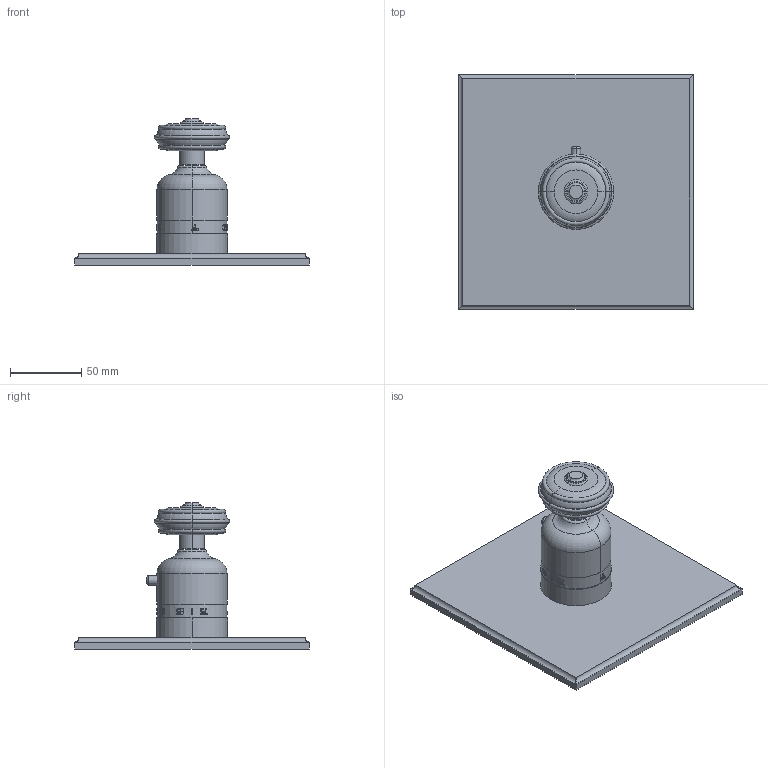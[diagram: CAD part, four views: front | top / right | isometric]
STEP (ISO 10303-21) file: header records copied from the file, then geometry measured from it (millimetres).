
FILE_DESCRIPTION((''),'2;1');
FILE_NAME('3-804TS','2020-12-04T13:56:54',('jinson.thomas'),(''),'CREO PARAMETRIC BY PTC INC, 2018400','CREO PARAMETRIC BY PTC INC, 2018400','');
FILE_SCHEMA(('CONFIG_CONTROL_DESIGN'));
Length unit declared in the file: inch
Products named in the file (1): 3-804TS
Bounding box: 165.1 x 165.1 x 102.77 mm (x, y, z)
Volume: 354737.4 mm3; surface area: 74189.4 mm2
Topology: 1 solids, 1 shells, 405 faces, 1104 edges, 727 vertices
Faces by surface type: plane 338, cylinder 39, torus 26, sphere 2
Entity records: 12950 total; most frequent: CARTESIAN_POINT 3334, ORIENTED_EDGE 2204, DIRECTION 1682, EDGE_CURVE 1102, VERTEX_POINT 727, AXIS2_PLACEMENT_3D 607, VECTOR 468, LINE 468
